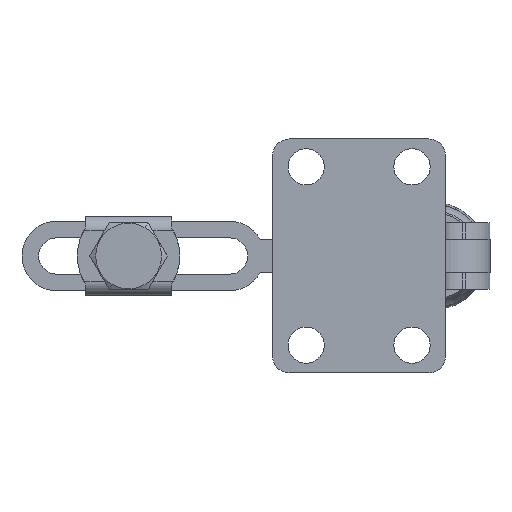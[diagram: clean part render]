
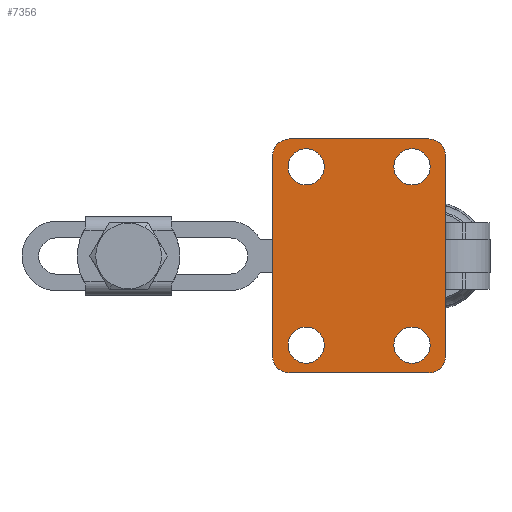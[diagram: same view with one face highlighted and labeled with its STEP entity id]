
A CAD part, front view. The second image highlights one B-rep face of the part: STEP entity #7356.
In plain terms, the highlighted planar face has unit normal (0, -1, 0).
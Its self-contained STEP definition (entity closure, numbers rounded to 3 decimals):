
#53 = CARTESIAN_POINT ( 'NONE',  ( -15., -13., -21. ) ) ;
#110 = CIRCLE ( 'NONE', #9946, 3. ) ;
#169 = CARTESIAN_POINT ( 'NONE',  ( -13., -13., -19. ) ) ;
#186 = DIRECTION ( 'NONE',  ( 0., 0., 1. ) ) ;
#392 = EDGE_LOOP ( 'NONE', ( #9422, #11935 ) ) ;
#519 = CIRCLE ( 'NONE', #1119, 3.25 ) ;
#733 = DIRECTION ( 'NONE',  ( 0., -1., 0. ) ) ;
#772 = DIRECTION ( 'NONE',  ( 0., 0., 1. ) ) ;
#810 = DIRECTION ( 'NONE',  ( 0., 0., 1. ) ) ;
#826 = CIRCLE ( 'NONE', #6648, 3.25 ) ;
#954 = CIRCLE ( 'NONE', #11829, 3. ) ;
#964 = DIRECTION ( 'NONE',  ( 0., 0., 1. ) ) ;
#993 = VERTEX_POINT ( 'NONE', #9062 ) ;
#1014 = EDGE_CURVE ( 'NONE', #5527, #10196, #9823, .T. ) ;
#1119 = AXIS2_PLACEMENT_3D ( 'NONE', #10836, #4867, #11844 ) ;
#1251 = EDGE_CURVE ( 'NONE', #9332, #10146, #8711, .T. ) ;
#1715 = CARTESIAN_POINT ( 'NONE',  ( -9., -13., 19.25 ) ) ;
#1852 = FACE_BOUND ( 'NONE', #12426, .T. ) ;
#1897 = CARTESIAN_POINT ( 'NONE',  ( 10., -13., -19.25 ) ) ;
#1991 = DIRECTION ( 'NONE',  ( 0., -1., 0. ) ) ;
#2262 = AXIS2_PLACEMENT_3D ( 'NONE', #12112, #6122, #186 ) ;
#2312 = CARTESIAN_POINT ( 'NONE',  ( -9., -13., -19.25 ) ) ;
#2369 = EDGE_CURVE ( 'NONE', #6887, #10402, #8948, .T. ) ;
#2415 = EDGE_LOOP ( 'NONE', ( #4922, #8481, #3032, #8515, #7843, #5483, #4870, #11276 ) ) ;
#2504 = AXIS2_PLACEMENT_3D ( 'NONE', #12470, #11559, #810 ) ;
#2587 = AXIS2_PLACEMENT_3D ( 'NONE', #7956, #1991, #8916 ) ;
#2736 = CARTESIAN_POINT ( 'NONE',  ( 16., -13., 18. ) ) ;
#3032 = ORIENTED_EDGE ( 'NONE', *, *, #1014, .T. ) ;
#3404 = DIRECTION ( 'NONE',  ( 0., 1., 0. ) ) ;
#3465 = DIRECTION ( 'NONE',  ( 0., 1., 0. ) ) ;
#3557 = CIRCLE ( 'NONE', #2262, 3.25 ) ;
#3708 = EDGE_CURVE ( 'NONE', #7244, #7795, #11239, .T. ) ;
#3718 = CARTESIAN_POINT ( 'NONE',  ( 13., -13., 18. ) ) ;
#3798 = AXIS2_PLACEMENT_3D ( 'NONE', #169, #10117, #4108 ) ;
#3903 = EDGE_CURVE ( 'NONE', #4238, #9623, #6747, .T. ) ;
#4048 = VECTOR ( 'NONE', #6995, 1000. ) ;
#4108 = DIRECTION ( 'NONE',  ( 0., 0., 1. ) ) ;
#4218 = VERTEX_POINT ( 'NONE', #1715 ) ;
#4238 = VERTEX_POINT ( 'NONE', #12670 ) ;
#4301 = EDGE_CURVE ( 'NONE', #6016, #4218, #519, .T. ) ;
#4480 = VECTOR ( 'NONE', #5638, 1000. ) ;
#4497 = AXIS2_PLACEMENT_3D ( 'NONE', #12719, #6713, #772 ) ;
#4752 = DIRECTION ( 'NONE',  ( 0., 0., 1. ) ) ;
#4788 = FACE_BOUND ( 'NONE', #12700, .T. ) ;
#4805 = VECTOR ( 'NONE', #7298, 1000. ) ;
#4856 = CIRCLE ( 'NONE', #12799, 3.25 ) ;
#4867 = DIRECTION ( 'NONE',  ( 0., 1., 0. ) ) ;
#4870 = ORIENTED_EDGE ( 'NONE', *, *, #6473, .T. ) ;
#4907 = EDGE_CURVE ( 'NONE', #4218, #6016, #826, .T. ) ;
#4922 = ORIENTED_EDGE ( 'NONE', *, *, #12881, .T. ) ;
#4958 = LINE ( 'NONE', #6529, #6999 ) ;
#5020 = CARTESIAN_POINT ( 'NONE',  ( -15., -13., 21. ) ) ;
#5319 = DIRECTION ( 'NONE',  ( 0., 1., 0. ) ) ;
#5483 = ORIENTED_EDGE ( 'NONE', *, *, #11182, .T. ) ;
#5518 = CARTESIAN_POINT ( 'NONE',  ( 10., -13., 12.75 ) ) ;
#5527 = VERTEX_POINT ( 'NONE', #9179 ) ;
#5575 = CARTESIAN_POINT ( 'NONE',  ( -9., -13., 12.75 ) ) ;
#5638 = DIRECTION ( 'NONE',  ( -1., 0., 0. ) ) ;
#5689 = VERTEX_POINT ( 'NONE', #5518 ) ;
#5754 = CARTESIAN_POINT ( 'NONE',  ( 16., -13., -18. ) ) ;
#5779 = CARTESIAN_POINT ( 'NONE',  ( -9., -13., -12.75 ) ) ;
#5908 = CARTESIAN_POINT ( 'NONE',  ( 13., -13., -18. ) ) ;
#5920 = DIRECTION ( 'NONE',  ( 0., -1., 0. ) ) ;
#6005 = VERTEX_POINT ( 'NONE', #9544 ) ;
#6016 = VERTEX_POINT ( 'NONE', #5575 ) ;
#6079 = EDGE_CURVE ( 'NONE', #8747, #5527, #954, .T. ) ;
#6122 = DIRECTION ( 'NONE',  ( 0., 1., 0. ) ) ;
#6183 = ORIENTED_EDGE ( 'NONE', *, *, #3708, .T. ) ;
#6273 = CARTESIAN_POINT ( 'NONE',  ( 16., -13., -21. ) ) ;
#6442 = ORIENTED_EDGE ( 'NONE', *, *, #1251, .T. ) ;
#6473 = EDGE_CURVE ( 'NONE', #6005, #6887, #4958, .T. ) ;
#6529 = CARTESIAN_POINT ( 'NONE',  ( -15., -13., -21. ) ) ;
#6648 = AXIS2_PLACEMENT_3D ( 'NONE', #12916, #6917, #964 ) ;
#6676 = CARTESIAN_POINT ( 'NONE',  ( -12., -13., 18. ) ) ;
#6713 = DIRECTION ( 'NONE',  ( 0., 1., 0. ) ) ;
#6747 = LINE ( 'NONE', #53, #4048 ) ;
#6887 = VERTEX_POINT ( 'NONE', #11186 ) ;
#6917 = DIRECTION ( 'NONE',  ( 0., 1., 0. ) ) ;
#6922 = EDGE_CURVE ( 'NONE', #5689, #993, #12126, .T. ) ;
#6995 = DIRECTION ( 'NONE',  ( 0., 0., -1. ) ) ;
#6999 = VECTOR ( 'NONE', #9527, 1000. ) ;
#7045 = AXIS2_PLACEMENT_3D ( 'NONE', #5908, #5920, #11549 ) ;
#7067 = ORIENTED_EDGE ( 'NONE', *, *, #4907, .T. ) ;
#7134 = FACE_BOUND ( 'NONE', #392, .T. ) ;
#7244 = VERTEX_POINT ( 'NONE', #12907 ) ;
#7298 = DIRECTION ( 'NONE',  ( 0., 0., 1. ) ) ;
#7340 = CARTESIAN_POINT ( 'NONE',  ( -15., -13., -18. ) ) ;
#7356 = ADVANCED_FACE ( 'NONE', ( #7444, #7134, #1852, #4788, #12127 ), #9101, .F. ) ;
#7357 = EDGE_LOOP ( 'NONE', ( #6442, #12852 ) ) ;
#7444 = FACE_BOUND ( 'NONE', #7357, .T. ) ;
#7684 = DIRECTION ( 'NONE',  ( 0., 0., 1. ) ) ;
#7795 = VERTEX_POINT ( 'NONE', #1897 ) ;
#7843 = ORIENTED_EDGE ( 'NONE', *, *, #3903, .T. ) ;
#7956 = CARTESIAN_POINT ( 'NONE',  ( -12., -13., -18. ) ) ;
#8204 = AXIS2_PLACEMENT_3D ( 'NONE', #9470, #3465, #10459 ) ;
#8481 = ORIENTED_EDGE ( 'NONE', *, *, #6079, .T. ) ;
#8515 = ORIENTED_EDGE ( 'NONE', *, *, #8693, .T. ) ;
#8693 = EDGE_CURVE ( 'NONE', #10196, #4238, #110, .T. ) ;
#8711 = CIRCLE ( 'NONE', #2504, 3.25 ) ;
#8747 = VERTEX_POINT ( 'NONE', #2736 ) ;
#8916 = DIRECTION ( 'NONE',  ( 0., 0., 1. ) ) ;
#8948 = CIRCLE ( 'NONE', #7045, 3. ) ;
#9062 = CARTESIAN_POINT ( 'NONE',  ( 10., -13., 19.25 ) ) ;
#9101 = PLANE ( 'NONE',  #3798 ) ;
#9179 = CARTESIAN_POINT ( 'NONE',  ( 13., -13., 21. ) ) ;
#9332 = VERTEX_POINT ( 'NONE', #5779 ) ;
#9416 = CARTESIAN_POINT ( 'NONE',  ( -9., -13., -16. ) ) ;
#9422 = ORIENTED_EDGE ( 'NONE', *, *, #11867, .T. ) ;
#9470 = CARTESIAN_POINT ( 'NONE',  ( 10., -13., -16. ) ) ;
#9527 = DIRECTION ( 'NONE',  ( 1., 0., 0. ) ) ;
#9544 = CARTESIAN_POINT ( 'NONE',  ( -12., -13., -21. ) ) ;
#9623 = VERTEX_POINT ( 'NONE', #7340 ) ;
#9746 = ORIENTED_EDGE ( 'NONE', *, *, #12511, .T. ) ;
#9823 = LINE ( 'NONE', #5020, #4480 ) ;
#9946 = AXIS2_PLACEMENT_3D ( 'NONE', #6676, #733, #7684 ) ;
#10117 = DIRECTION ( 'NONE',  ( 0., 1., 0. ) ) ;
#10146 = VERTEX_POINT ( 'NONE', #2312 ) ;
#10196 = VERTEX_POINT ( 'NONE', #11352 ) ;
#10226 = EDGE_CURVE ( 'NONE', #10146, #9332, #4856, .T. ) ;
#10402 = VERTEX_POINT ( 'NONE', #5754 ) ;
#10407 = DIRECTION ( 'NONE',  ( 0., 0., 1. ) ) ;
#10409 = LINE ( 'NONE', #6273, #4805 ) ;
#10425 = ORIENTED_EDGE ( 'NONE', *, *, #4301, .T. ) ;
#10459 = DIRECTION ( 'NONE',  ( 0., 0., 1. ) ) ;
#10715 = DIRECTION ( 'NONE',  ( 0., -1., 0. ) ) ;
#10836 = CARTESIAN_POINT ( 'NONE',  ( -9., -13., 16. ) ) ;
#11182 = EDGE_CURVE ( 'NONE', #9623, #6005, #11731, .T. ) ;
#11186 = CARTESIAN_POINT ( 'NONE',  ( 13., -13., -21. ) ) ;
#11239 = CIRCLE ( 'NONE', #4497, 3.25 ) ;
#11276 = ORIENTED_EDGE ( 'NONE', *, *, #2369, .T. ) ;
#11284 = CARTESIAN_POINT ( 'NONE',  ( 10., -13., 16. ) ) ;
#11345 = CIRCLE ( 'NONE', #8204, 3.25 ) ;
#11352 = CARTESIAN_POINT ( 'NONE',  ( -12., -13., 21. ) ) ;
#11549 = DIRECTION ( 'NONE',  ( 0., 0., 1. ) ) ;
#11559 = DIRECTION ( 'NONE',  ( 0., 1., 0. ) ) ;
#11731 = CIRCLE ( 'NONE', #2587, 3. ) ;
#11829 = AXIS2_PLACEMENT_3D ( 'NONE', #3718, #10715, #4752 ) ;
#11844 = DIRECTION ( 'NONE',  ( 0., 0., 1. ) ) ;
#11867 = EDGE_CURVE ( 'NONE', #993, #5689, #3557, .T. ) ;
#11925 = AXIS2_PLACEMENT_3D ( 'NONE', #11284, #5319, #12310 ) ;
#11935 = ORIENTED_EDGE ( 'NONE', *, *, #6922, .T. ) ;
#12112 = CARTESIAN_POINT ( 'NONE',  ( 10., -13., 16. ) ) ;
#12126 = CIRCLE ( 'NONE', #11925, 3.25 ) ;
#12127 = FACE_OUTER_BOUND ( 'NONE', #2415, .T. ) ;
#12310 = DIRECTION ( 'NONE',  ( 0., 0., 1. ) ) ;
#12426 = EDGE_LOOP ( 'NONE', ( #7067, #10425 ) ) ;
#12470 = CARTESIAN_POINT ( 'NONE',  ( -9., -13., -16. ) ) ;
#12511 = EDGE_CURVE ( 'NONE', #7795, #7244, #11345, .T. ) ;
#12670 = CARTESIAN_POINT ( 'NONE',  ( -15., -13., 18. ) ) ;
#12700 = EDGE_LOOP ( 'NONE', ( #6183, #9746 ) ) ;
#12719 = CARTESIAN_POINT ( 'NONE',  ( 10., -13., -16. ) ) ;
#12799 = AXIS2_PLACEMENT_3D ( 'NONE', #9416, #3404, #10407 ) ;
#12852 = ORIENTED_EDGE ( 'NONE', *, *, #10226, .T. ) ;
#12881 = EDGE_CURVE ( 'NONE', #10402, #8747, #10409, .T. ) ;
#12907 = CARTESIAN_POINT ( 'NONE',  ( 10., -13., -12.75 ) ) ;
#12916 = CARTESIAN_POINT ( 'NONE',  ( -9., -13., 16. ) ) ;
